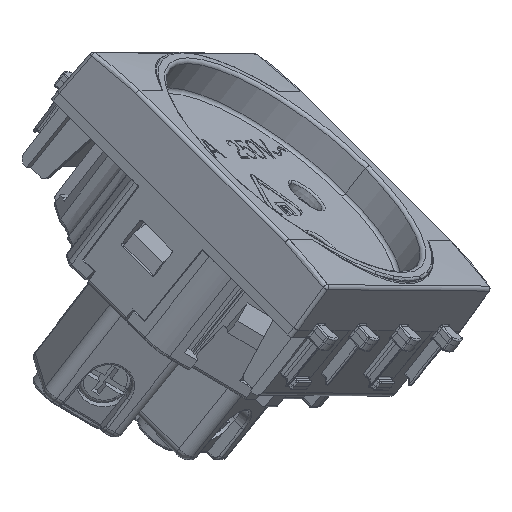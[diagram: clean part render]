
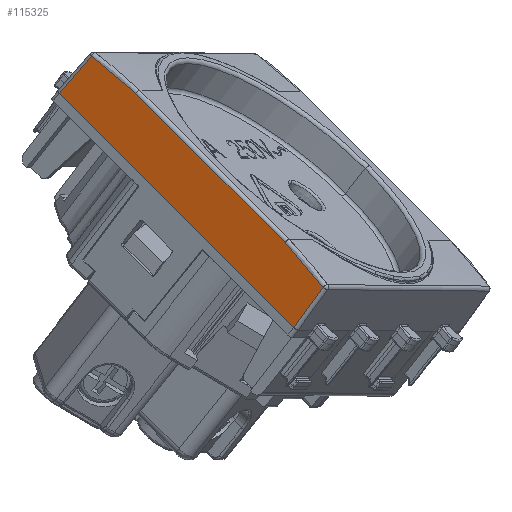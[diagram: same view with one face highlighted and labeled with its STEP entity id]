
A CAD part, isometric view. The second image highlights one B-rep face of the part: STEP entity #115325.
In plain terms, the highlighted face is planar.
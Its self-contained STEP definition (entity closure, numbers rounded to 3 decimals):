
#115270=CARTESIAN_POINT('Axis2P3D Location',(-12.575,-22.425,1.275)) ;
#115275=CARTESIAN_POINT('Line Origine',(-12.575,-22.425,1.275)) ;
#115279=CARTESIAN_POINT('Vertex',(-21.95,-22.425,1.275)) ;
#115281=CARTESIAN_POINT('Vertex',(21.95,-22.425,1.275)) ;
#115285=CARTESIAN_POINT('Control Point',(21.95,-22.425,1.275)) ;
#115286=CARTESIAN_POINT('Control Point',(21.669,-22.369,7.708)) ;
#115287=CARTESIAN_POINT('Vertex',(21.669,-22.369,7.708)) ;
#115291=CARTESIAN_POINT('Control Point',(13.969,-22.363,8.379)) ;
#115292=CARTESIAN_POINT('Control Point',(16.549,-22.363,8.379)) ;
#115293=CARTESIAN_POINT('Control Point',(19.128,-22.365,8.155)) ;
#115294=CARTESIAN_POINT('Control Point',(21.669,-22.369,7.708)) ;
#115295=CARTESIAN_POINT('Vertex',(13.969,-22.363,8.379)) ;
#115298=CARTESIAN_POINT('Line Origine',(-12.575,-22.363,8.379)) ;
#115302=CARTESIAN_POINT('Vertex',(-13.969,-22.363,8.379)) ;
#115306=CARTESIAN_POINT('Control Point',(-13.969,-22.363,8.379)) ;
#115307=CARTESIAN_POINT('Control Point',(-16.549,-22.363,8.379)) ;
#115308=CARTESIAN_POINT('Control Point',(-19.128,-22.365,8.155)) ;
#115309=CARTESIAN_POINT('Control Point',(-21.669,-22.369,7.708)) ;
#115310=CARTESIAN_POINT('Vertex',(-21.669,-22.369,7.708)) ;
#115314=CARTESIAN_POINT('Control Point',(-21.95,-22.425,1.275)) ;
#115315=CARTESIAN_POINT('Control Point',(-21.669,-22.369,7.708)) ;
#115271=DIRECTION('Axis2P3D Direction',(0.,-1.,0.009)) ;
#115272=DIRECTION('Axis2P3D XDirection',(-1.,0.,0.)) ;
#115276=DIRECTION('Vector Direction',(-1.,0.,0.)) ;
#115299=DIRECTION('Vector Direction',(-1.,0.,0.)) ;
#115273=AXIS2_PLACEMENT_3D('Plane Axis2P3D',#115270,#115271,#115272) ;
#115318=ORIENTED_EDGE('',*,*,#115283,.T.) ;
#115319=ORIENTED_EDGE('',*,*,#115289,.T.) ;
#115320=ORIENTED_EDGE('',*,*,#115297,.T.) ;
#115321=ORIENTED_EDGE('',*,*,#115304,.T.) ;
#115322=ORIENTED_EDGE('',*,*,#115312,.F.) ;
#115323=ORIENTED_EDGE('',*,*,#115316,.F.) ;
#115277=VECTOR('Line Direction',#115276,1.) ;
#115300=VECTOR('Line Direction',#115299,1.) ;
#115325=ADVANCED_FACE('PartBody',(#115324),#115274,.T.) ;
#115284=B_SPLINE_CURVE_WITH_KNOTS('',1,(#115285,#115286),.UNSPECIFIED.,.F.,.U.,(2,2),(-3.889,2.551),.UNSPECIFIED.) ;
#115290=B_SPLINE_CURVE_WITH_KNOTS('',3,(#115291,#115292,#115293,#115294),.UNSPECIFIED.,.F.,.U.,(4,4),(27.071,38.077),.UNSPECIFIED.) ;
#115305=B_SPLINE_CURVE_WITH_KNOTS('',3,(#115306,#115307,#115308,#115309),.UNSPECIFIED.,.F.,.U.,(4,4),(27.071,38.077),.UNSPECIFIED.) ;
#115313=B_SPLINE_CURVE_WITH_KNOTS('',1,(#115314,#115315),.UNSPECIFIED.,.F.,.U.,(2,2),(-3.889,2.551),.UNSPECIFIED.) ;
#115283=EDGE_CURVE('',#115280,#115282,#115278,.F.) ;
#115289=EDGE_CURVE('',#115282,#115288,#115284,.T.) ;
#115297=EDGE_CURVE('',#115288,#115296,#115290,.F.) ;
#115304=EDGE_CURVE('',#115296,#115303,#115301,.T.) ;
#115312=EDGE_CURVE('',#115311,#115303,#115305,.F.) ;
#115316=EDGE_CURVE('',#115280,#115311,#115313,.T.) ;
#115317=EDGE_LOOP('',(#115318,#115319,#115320,#115321,#115322,#115323)) ;
#115324=FACE_OUTER_BOUND('',#115317,.T.) ;
#115278=LINE('Line',#115275,#115277) ;
#115301=LINE('Line',#115298,#115300) ;
#115274=PLANE('',#115273) ;
#115280=VERTEX_POINT('',#115279) ;
#115282=VERTEX_POINT('',#115281) ;
#115288=VERTEX_POINT('',#115287) ;
#115296=VERTEX_POINT('',#115295) ;
#115303=VERTEX_POINT('',#115302) ;
#115311=VERTEX_POINT('',#115310) ;
